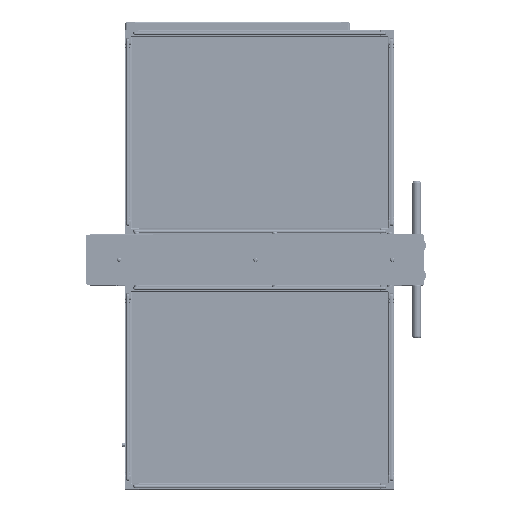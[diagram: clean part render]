
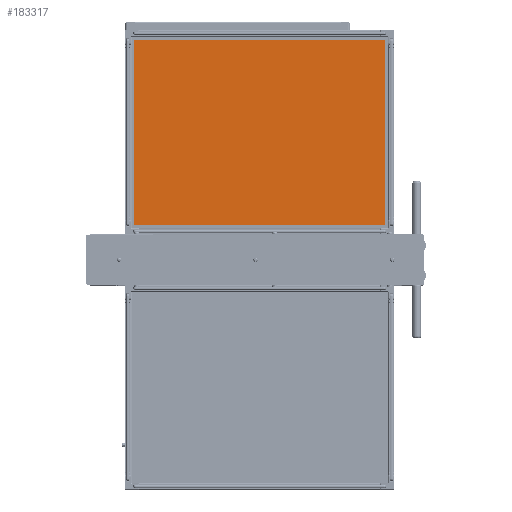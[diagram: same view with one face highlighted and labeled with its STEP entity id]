
A CAD part, top view. The second image highlights one B-rep face of the part: STEP entity #183317.
In plain terms, the highlighted face is planar.
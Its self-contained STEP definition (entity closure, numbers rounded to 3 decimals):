
#183190=DIRECTION('',(0.,0.,1.));
#183191=VECTOR('',#183190,266.);
#183192=CARTESIAN_POINT('',(-178.5,5.4,-133.));
#183193=LINE('',#183192,#183191);
#183197=DIRECTION('',(-1.,0.,0.));
#183198=VECTOR('',#183197,357.);
#183199=CARTESIAN_POINT('',(178.5,5.4,-133.));
#183200=LINE('',#183199,#183198);
#183204=DIRECTION('',(0.,0.,-1.));
#183205=VECTOR('',#183204,266.);
#183206=CARTESIAN_POINT('',(178.5,5.4,133.));
#183207=LINE('',#183206,#183205);
#183211=DIRECTION('',(1.,0.,0.));
#183212=VECTOR('',#183211,357.);
#183213=CARTESIAN_POINT('',(-178.5,5.4,133.));
#183214=LINE('',#183213,#183212);
#183226=CARTESIAN_POINT('',(-178.5,5.4,-133.));
#183227=CARTESIAN_POINT('',(-178.5,5.4,133.));
#183228=VERTEX_POINT('',#183226);
#183229=VERTEX_POINT('',#183227);
#183230=CARTESIAN_POINT('',(178.5,5.4,133.));
#183231=VERTEX_POINT('',#183230);
#183232=CARTESIAN_POINT('',(178.5,5.4,-133.));
#183233=VERTEX_POINT('',#183232);
#183306=CARTESIAN_POINT('',(0.,5.4,0.));
#183307=DIRECTION('',(0.,1.,0.));
#183308=DIRECTION('',(1.,0.,0.));
#183309=AXIS2_PLACEMENT_3D('',#183306,#183307,#183308);
#183310=PLANE('',#183309);
#183311=ORIENTED_EDGE('',*,*,#183258,.F.);
#183312=ORIENTED_EDGE('',*,*,#183273,.F.);
#183313=ORIENTED_EDGE('',*,*,#183287,.F.);
#183314=ORIENTED_EDGE('',*,*,#183300,.F.);
#183315=EDGE_LOOP('',(#183311,#183312,#183313,#183314));
#183316=FACE_OUTER_BOUND('',#183315,.F.);
#183258=EDGE_CURVE('',#183228,#183229,#183193,.T.);
#183273=EDGE_CURVE('',#183233,#183228,#183200,.T.);
#183287=EDGE_CURVE('',#183231,#183233,#183207,.T.);
#183300=EDGE_CURVE('',#183229,#183231,#183214,.T.);
#183317=ADVANCED_FACE('',(#183316),#183310,.T.);
